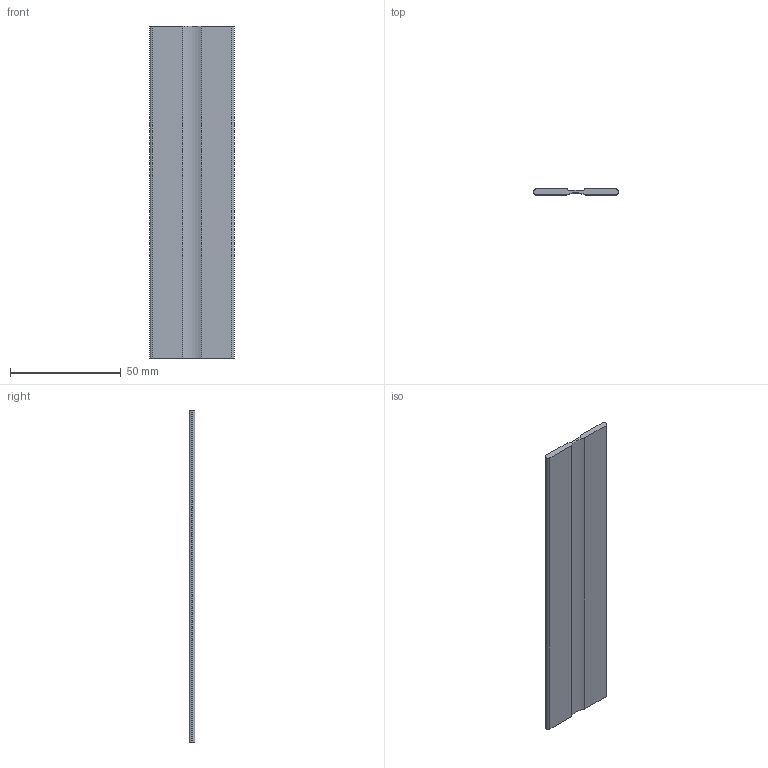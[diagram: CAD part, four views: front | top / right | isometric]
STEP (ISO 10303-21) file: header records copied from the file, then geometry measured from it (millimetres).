
FILE_DESCRIPTION (( 'STEP AP214' ), '1' );
FILE_NAME ('04575-Continuous Hinge Black 38mm.STEP', '2018-11-04T19:37:52', ( '' ), ( '' ), 'SwSTEP 2.0', 'SolidWorks 2018', '' );
FILE_SCHEMA (( 'AUTOMOTIVE_DESIGN' ));
Length unit declared in the file: millimetre
Products named in the file (1): 04575-Continuous Hinge Black 38mm
Bounding box: 38 x 2.7 x 150 mm (x, y, z)
Volume: 13644.2 mm3; surface area: 12291.9 mm2
Topology: 1 solids, 1 shells, 279 faces, 756 edges, 504 vertices
Faces by surface type: plane 176, bspline 95, cylinder 8
Entity records: 14086 total; most frequent: CARTESIAN_POINT 7651, ORIENTED_EDGE 1512, DIRECTION 952, EDGE_CURVE 756, LINE 550, VECTOR 550, VERTEX_POINT 504, EDGE_LOOP 304
